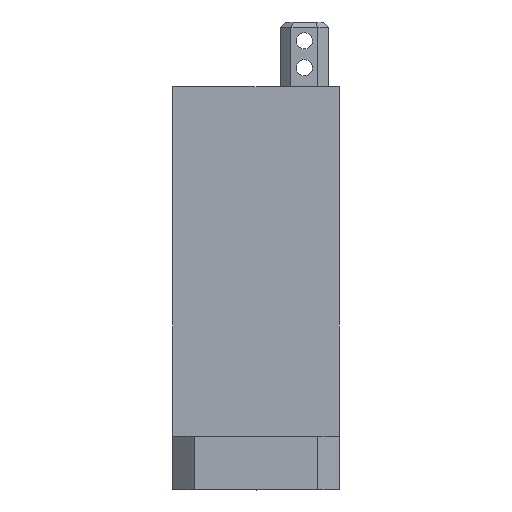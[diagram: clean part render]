
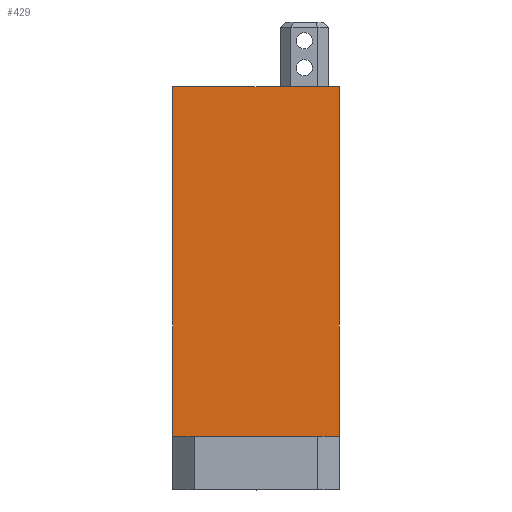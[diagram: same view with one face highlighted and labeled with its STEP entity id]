
A CAD part, front view. The second image highlights one B-rep face of the part: STEP entity #429.
In plain terms, the highlighted planar face has unit normal (0, -1, 0).
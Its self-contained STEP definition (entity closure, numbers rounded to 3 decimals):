
#416=AXIS2_PLACEMENT_3D('Plane Axis2P3D',#413,#414,#415) ;
#133=CARTESIAN_POINT('Vertex',(15.5,-9.5,0.)) ;
#136=CARTESIAN_POINT('Line Origine',(15.5,-9.5,-32.5)) ;
#140=CARTESIAN_POINT('Vertex',(15.5,-9.5,-65.)) ;
#252=CARTESIAN_POINT('Vertex',(-15.5,-9.5,-65.)) ;
#255=CARTESIAN_POINT('Line Origine',(-15.5,-9.5,-32.5)) ;
#259=CARTESIAN_POINT('Vertex',(-15.5,-9.5,0.)) ;
#335=CARTESIAN_POINT('Line Origine',(0.,-9.5,0.)) ;
#413=CARTESIAN_POINT('Axis2P3D Location',(-15.5,-9.5,0.)) ;
#418=CARTESIAN_POINT('Line Origine',(0.,-9.5,-65.)) ;
#137=DIRECTION('Vector Direction',(0.,0.,-1.)) ;
#256=DIRECTION('Vector Direction',(0.,0.,1.)) ;
#336=DIRECTION('Vector Direction',(1.,0.,0.)) ;
#414=DIRECTION('Axis2P3D Direction',(0.,-1.,0.)) ;
#415=DIRECTION('Axis2P3D XDirection',(-1.,0.,0.)) ;
#419=DIRECTION('Vector Direction',(-1.,0.,0.)) ;
#138=VECTOR('Line Direction',#137,1.) ;
#257=VECTOR('Line Direction',#256,1.) ;
#337=VECTOR('Line Direction',#336,1.) ;
#420=VECTOR('Line Direction',#419,1.) ;
#424=ORIENTED_EDGE('',*,*,#261,.F.) ;
#425=ORIENTED_EDGE('',*,*,#422,.F.) ;
#426=ORIENTED_EDGE('',*,*,#142,.F.) ;
#427=ORIENTED_EDGE('',*,*,#339,.F.) ;
#429=ADVANCED_FACE('01_SSS01_\X2\89D2578B30B330A230593063307D3093672C4F53\X0\',(#428),#417,.T.) ;
#142=EDGE_CURVE('',#134,#141,#139,.T.) ;
#261=EDGE_CURVE('',#253,#260,#258,.T.) ;
#339=EDGE_CURVE('',#260,#134,#338,.T.) ;
#422=EDGE_CURVE('',#141,#253,#421,.T.) ;
#423=EDGE_LOOP('',(#424,#425,#426,#427)) ;
#428=FACE_OUTER_BOUND('',#423,.T.) ;
#139=LINE('Line',#136,#138) ;
#258=LINE('Line',#255,#257) ;
#338=LINE('Line',#335,#337) ;
#421=LINE('Line',#418,#420) ;
#417=PLANE('Plane',#416) ;
#134=VERTEX_POINT('',#133) ;
#141=VERTEX_POINT('',#140) ;
#253=VERTEX_POINT('',#252) ;
#260=VERTEX_POINT('',#259) ;
